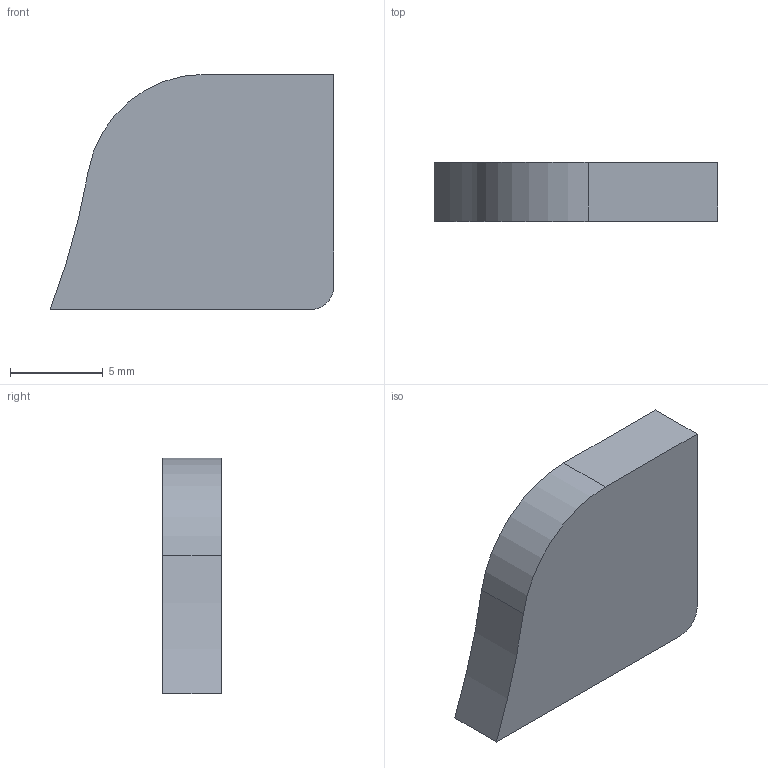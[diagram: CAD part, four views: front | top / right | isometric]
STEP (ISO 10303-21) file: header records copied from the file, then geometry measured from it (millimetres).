
FILE_DESCRIPTION (( 'STEP AP214' ), '1' );
FILE_NAME ('HD_ExternalFilletTool.STEP', '2025-10-26T00:45:52', ( '' ), ( '' ), 'SwSTEP 2.0', 'SolidWorks 2025', '' );
FILE_SCHEMA (( 'AUTOMOTIVE_DESIGN' ));
Length unit declared in the file: inch
Products named in the file (1): HD_ExternalFilletTool
Bounding box: 15.31 x 3.17 x 12.7 mm (x, y, z)
Volume: 409.7 mm3; surface area: 528.1 mm2
Topology: 1 solids, 1 shells, 74 faces, 195 edges, 130 vertices
Faces by surface type: plane 48, bspline 22, cylinder 4
Entity records: 3454 total; most frequent: CARTESIAN_POINT 1734, ORIENTED_EDGE 390, DIRECTION 265, EDGE_CURVE 195, LINE 143, VECTOR 143, VERTEX_POINT 130, EDGE_LOOP 81
